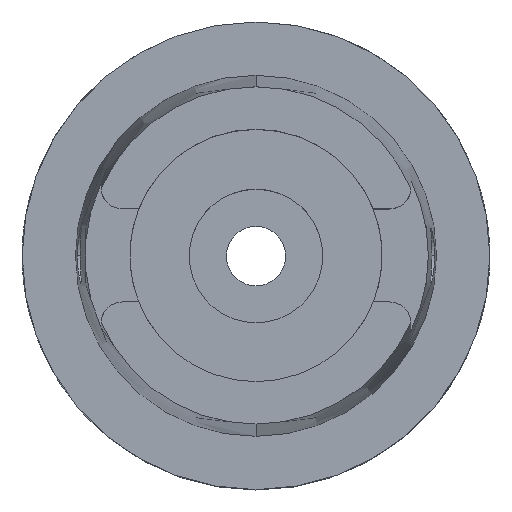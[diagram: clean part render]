
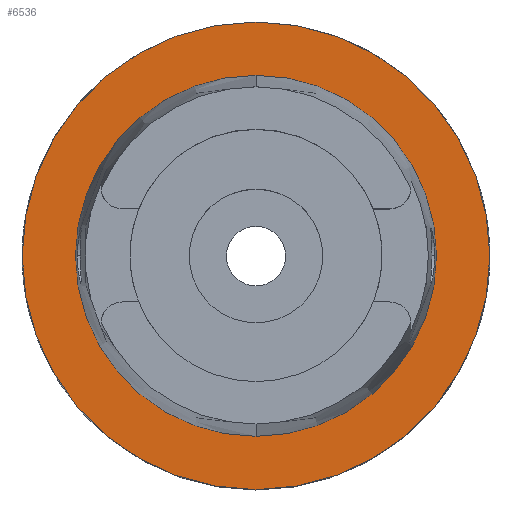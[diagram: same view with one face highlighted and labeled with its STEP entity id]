
A CAD part, top view. The second image highlights one B-rep face of the part: STEP entity #6536.
In plain terms, the highlighted planar face has unit normal (0, 0, 1).
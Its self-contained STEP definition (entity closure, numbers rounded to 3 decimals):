
#3363=CARTESIAN_POINT('',(0.,0.,0.));
#3364=DIRECTION('',(0.,0.,-1.));
#3365=DIRECTION('',(0.,-1.,0.));
#3366=AXIS2_PLACEMENT_3D('',#3363,#3364,#3365);
#3371=CARTESIAN_POINT('',(0.,0.,0.));
#3372=DIRECTION('',(0.,0.,-1.));
#3373=DIRECTION('',(0.,1.,0.));
#3374=AXIS2_PLACEMENT_3D('',#3371,#3372,#3373);
#3379=CARTESIAN_POINT('',(0.,0.,0.));
#3380=DIRECTION('',(0.,0.,1.));
#3381=DIRECTION('',(0.,-1.,0.));
#3382=AXIS2_PLACEMENT_3D('',#3379,#3380,#3381);
#3387=CARTESIAN_POINT('',(0.,0.,0.));
#3388=DIRECTION('',(0.,0.,1.));
#3389=DIRECTION('',(0.,1.,0.));
#3390=AXIS2_PLACEMENT_3D('',#3387,#3388,#3389);
#3725=CARTESIAN_POINT('',(0.,-24.315,0.));
#3726=VERTEX_POINT('',#3725);
#3727=CARTESIAN_POINT('',(0.,24.315,0.));
#3728=VERTEX_POINT('',#3727);
#4195=CARTESIAN_POINT('',(0.,31.5,0.));
#4196=VERTEX_POINT('',#4195);
#4197=CARTESIAN_POINT('',(0.,-31.5,0.));
#4198=VERTEX_POINT('',#4197);
#6523=CARTESIAN_POINT('',(0.,0.,0.));
#6524=DIRECTION('',(0.,0.,1.));
#6525=DIRECTION('',(0.,1.,0.));
#6526=AXIS2_PLACEMENT_3D('',#6523,#6524,#6525);
#6527=PLANE('',#6526);
#6528=ORIENTED_EDGE('',*,*,#6505,.T.);
#6529=ORIENTED_EDGE('',*,*,#6396,.T.);
#6530=EDGE_LOOP('',(#6528,#6529));
#6531=FACE_OUTER_BOUND('',#6530,.F.);
#6532=ORIENTED_EDGE('',*,*,#4360,.T.);
#6533=ORIENTED_EDGE('',*,*,#4316,.T.);
#6534=EDGE_LOOP('',(#6532,#6533));
#6535=FACE_BOUND('',#6534,.F.);
#3367=CIRCLE('',#3366,31.5);
#3375=CIRCLE('',#3374,31.5);
#3383=CIRCLE('',#3382,24.315);
#3391=CIRCLE('',#3390,24.315);
#4316=EDGE_CURVE('',#3728,#3726,#3391,.T.);
#4360=EDGE_CURVE('',#3726,#3728,#3383,.T.);
#6396=EDGE_CURVE('',#4196,#4198,#3375,.T.);
#6505=EDGE_CURVE('',#4198,#4196,#3367,.T.);
#6536=ADVANCED_FACE('',(#6531,#6535),#6527,.T.);
